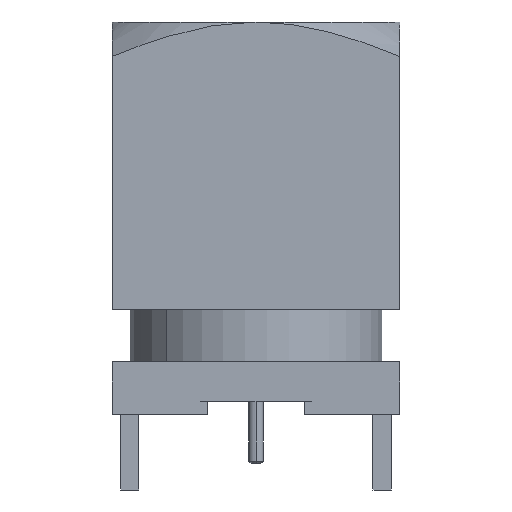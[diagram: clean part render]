
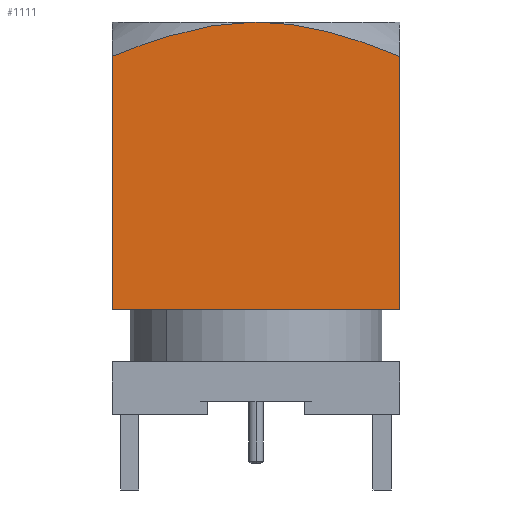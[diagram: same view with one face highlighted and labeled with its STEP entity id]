
A CAD part, left-side view. The second image highlights one B-rep face of the part: STEP entity #1111.
In plain terms, the highlighted planar face has unit normal (-1, 0, 0).
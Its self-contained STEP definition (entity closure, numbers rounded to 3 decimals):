
#320=DIRECTION('',(0.,0.,-1.));
#321=VECTOR('',#320,9.685);
#322=CARTESIAN_POINT('',(-31.,5.5,4.185));
#323=LINE('',#322,#321);
#389=CARTESIAN_POINT('',(-31.,-5.5,4.185));
#390=CARTESIAN_POINT('',(-31.,-5.111,4.343));
#391=CARTESIAN_POINT('',(-31.,-4.373,4.628));
#392=CARTESIAN_POINT('',(-31.,-3.4,4.951));
#393=CARTESIAN_POINT('',(-31.,-2.513,5.194));
#394=CARTESIAN_POINT('',(-31.,-1.667,5.368));
#395=CARTESIAN_POINT('',(-31.,-0.833,5.476));
#396=CARTESIAN_POINT('',(-31.,-0.277,5.5));
#397=CARTESIAN_POINT('',(-31.,0.,5.5));
#399=DIRECTION('',(0.,0.,-1.));
#400=VECTOR('',#399,9.685);
#401=CARTESIAN_POINT('',(-31.,-5.5,4.185));
#402=LINE('',#401,#400);
#403=DIRECTION('',(0.,1.,0.));
#404=VECTOR('',#403,11.);
#405=CARTESIAN_POINT('',(-31.,-5.5,-5.5));
#406=LINE('',#405,#404);
#407=CARTESIAN_POINT('',(-31.,0.,5.5));
#408=CARTESIAN_POINT('',(-31.,0.238,5.5));
#409=CARTESIAN_POINT('',(-31.,0.714,5.482));
#410=CARTESIAN_POINT('',(-31.,1.428,5.403));
#411=CARTESIAN_POINT('',(-31.,2.148,5.274));
#412=CARTESIAN_POINT('',(-31.,2.887,5.096));
#413=CARTESIAN_POINT('',(-31.,3.671,4.864));
#414=CARTESIAN_POINT('',(-31.,4.528,4.569));
#415=CARTESIAN_POINT('',(-31.,5.166,4.321));
#416=CARTESIAN_POINT('',(-31.,5.5,4.185));
#811=CARTESIAN_POINT('',(-31.,-5.5,-5.5));
#812=CARTESIAN_POINT('',(-31.,5.5,-5.5));
#813=VERTEX_POINT('',#811);
#814=VERTEX_POINT('',#812);
#944=CARTESIAN_POINT('',(-31.,0.,5.5));
#946=VERTEX_POINT('',#944);
#947=VERTEX_POINT('',#389);
#948=VERTEX_POINT('',#416);
#1097=CARTESIAN_POINT('',(-31.,-5.5,5.5));
#1098=DIRECTION('',(-1.,0.,0.));
#1099=DIRECTION('',(0.,1.,0.));
#1100=AXIS2_PLACEMENT_3D('',#1097,#1098,#1099);
#1101=PLANE('',#1100);
#1102=ORIENTED_EDGE('',*,*,#988,.F.);
#1104=ORIENTED_EDGE('',*,*,#1103,.T.);
#1106=ORIENTED_EDGE('',*,*,#1105,.T.);
#1107=ORIENTED_EDGE('',*,*,#1036,.F.);
#1108=ORIENTED_EDGE('',*,*,#998,.F.);
#1109=EDGE_LOOP('',(#1102,#1104,#1106,#1107,#1108));
#1110=FACE_OUTER_BOUND('',#1109,.F.);
#398=B_SPLINE_CURVE_WITH_KNOTS('',3,(#389,#390,#391,#392,#393,#394,#395,#396,
#397),.UNSPECIFIED.,.F.,.F.,(4,1,1,1,1,1,4),(0.,0.167,
0.333,0.5,0.667,0.833,1.),
.UNSPECIFIED.);
#417=B_SPLINE_CURVE_WITH_KNOTS('',3,(#407,#408,#409,#410,#411,#412,#413,#414,
#415,#416),.UNSPECIFIED.,.F.,.F.,(4,1,1,1,1,1,1,4),(0.,0.143,
0.286,0.429,0.571,0.714,
0.857,1.),.UNSPECIFIED.);
#988=EDGE_CURVE('',#947,#946,#398,.T.);
#998=EDGE_CURVE('',#946,#948,#417,.T.);
#1036=EDGE_CURVE('',#948,#814,#323,.T.);
#1103=EDGE_CURVE('',#947,#813,#402,.T.);
#1105=EDGE_CURVE('',#813,#814,#406,.T.);
#1111=ADVANCED_FACE('',(#1110),#1101,.T.);
